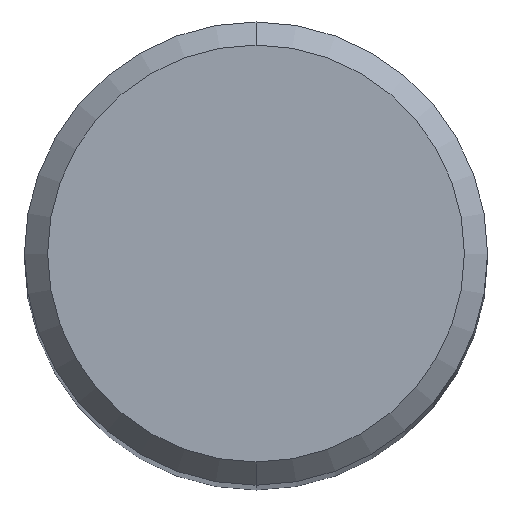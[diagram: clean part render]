
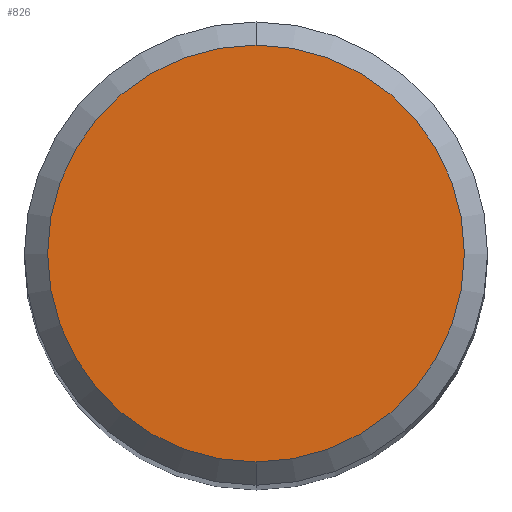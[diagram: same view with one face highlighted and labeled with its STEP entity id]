
A CAD part, top view. The second image highlights one B-rep face of the part: STEP entity #826.
In plain terms, the highlighted planar face has unit normal (0, 0, 1).
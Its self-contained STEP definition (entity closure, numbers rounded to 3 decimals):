
#710=EDGE_CURVE('',#848,#880,#1386,.T.);
#826=ADVANCED_FACE('',(#1514),#1515,.T.);
#848=VERTEX_POINT('',#1538);
#880=VERTEX_POINT('',#1572);
#890=EDGE_CURVE('',#880,#848,#1583,.T.);
#1386=CIRCLE('',#10847,4.5);
#1514=FACE_OUTER_BOUND('',#11836,.T.);
#1515=PLANE('',#11837);
#1538=CARTESIAN_POINT('',(0.0,4.5,0.0));
#1572=CARTESIAN_POINT('',(0.,-4.5,0.0));
#1583=CIRCLE('',#12455,4.5);
#10847=AXIS2_PLACEMENT_3D('',#14414,#14415,#14416);
#11836=EDGE_LOOP('',(#14539,#14540));
#11837=AXIS2_PLACEMENT_3D('',#14541,#14542,#14543);
#12455=AXIS2_PLACEMENT_3D('',#14604,#14605,#14606);
#14414=CARTESIAN_POINT('',(0.0,0.0,0.0));
#14415=DIRECTION('',(0.0,0.0,-1.0));
#14416=DIRECTION('',(0.0,1.0,0.0));
#14539=ORIENTED_EDGE('',*,*,#710,.F.);
#14540=ORIENTED_EDGE('',*,*,#890,.F.);
#14541=CARTESIAN_POINT('',(0.0,2.25,0.0));
#14542=DIRECTION('',(-0.0,0.0,1.0));
#14543=DIRECTION('',(0.0,-1.0,0.0));
#14604=CARTESIAN_POINT('',(0.0,0.0,0.0));
#14605=DIRECTION('',(0.0,0.0,-1.0));
#14606=DIRECTION('',(0.0,1.0,0.0));
